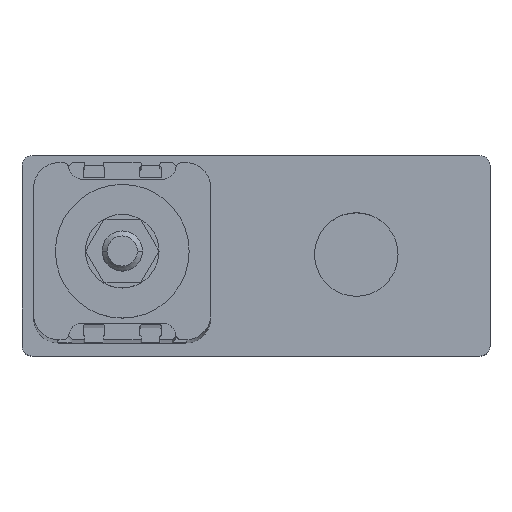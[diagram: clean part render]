
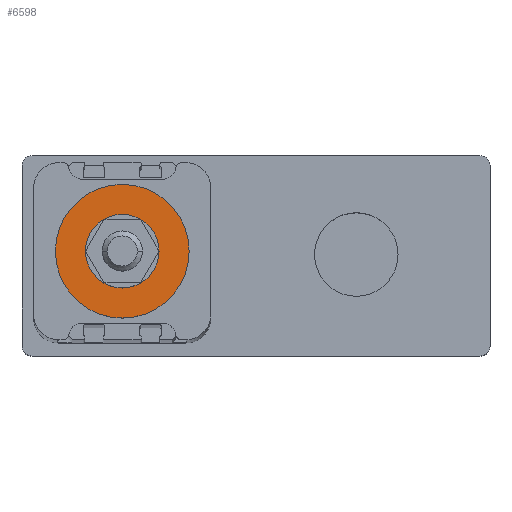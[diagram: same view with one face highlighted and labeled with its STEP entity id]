
A CAD part, top view. The second image highlights one B-rep face of the part: STEP entity #6598.
In plain terms, the highlighted planar face has unit normal (0, 0, 1).
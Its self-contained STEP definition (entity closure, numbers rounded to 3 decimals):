
#289 = VERTEX_POINT ( 'NONE', #1321 ) ;
#598 = DIRECTION ( 'NONE',  ( 1., 0., 0. ) ) ;
#647 = CIRCLE ( 'NONE', #2780, 20. ) ;
#730 = AXIS2_PLACEMENT_3D ( 'NONE', #3902, #769, #4418 ) ;
#769 = DIRECTION ( 'NONE',  ( 0., 0., 1. ) ) ;
#958 = CIRCLE ( 'NONE', #730, 11. ) ;
#1183 = FACE_OUTER_BOUND ( 'NONE', #5956, .T. ) ;
#1236 = EDGE_CURVE ( 'NONE', #1340, #289, #647, .T. ) ;
#1321 = CARTESIAN_POINT ( 'NONE',  ( -20., 0., 540. ) ) ;
#1330 = ORIENTED_EDGE ( 'NONE', *, *, #3207, .T. ) ;
#1340 = VERTEX_POINT ( 'NONE', #2427 ) ;
#1608 = ORIENTED_EDGE ( 'NONE', *, *, #6578, .F. ) ;
#1635 = AXIS2_PLACEMENT_3D ( 'NONE', #1797, #5418, #2320 ) ;
#1642 = DIRECTION ( 'NONE',  ( 0., 0., 1. ) ) ;
#1743 = ORIENTED_EDGE ( 'NONE', *, *, #1236, .T. ) ;
#1797 = CARTESIAN_POINT ( 'NONE',  ( 0., 0., 540. ) ) ;
#2320 = DIRECTION ( 'NONE',  ( 1., 0., 0. ) ) ;
#2346 = PLANE ( 'NONE',  #3715 ) ;
#2427 = CARTESIAN_POINT ( 'NONE',  ( 20., 0., 540. ) ) ;
#2429 = EDGE_CURVE ( 'NONE', #4114, #3229, #958, .T. ) ;
#2554 = CARTESIAN_POINT ( 'NONE',  ( 0., 0., 540. ) ) ;
#2675 = CIRCLE ( 'NONE', #3930, 20. ) ;
#2695 = CARTESIAN_POINT ( 'NONE',  ( 0., 0., 540. ) ) ;
#2749 = CIRCLE ( 'NONE', #1635, 11. ) ;
#2780 = AXIS2_PLACEMENT_3D ( 'NONE', #2695, #1642, #598 ) ;
#3062 = DIRECTION ( 'NONE',  ( 1., 0., 0. ) ) ;
#3207 = EDGE_CURVE ( 'NONE', #289, #1340, #2675, .T. ) ;
#3229 = VERTEX_POINT ( 'NONE', #3583 ) ;
#3473 = EDGE_LOOP ( 'NONE', ( #1608, #6370 ) ) ;
#3583 = CARTESIAN_POINT ( 'NONE',  ( -11., 0., 540. ) ) ;
#3715 = AXIS2_PLACEMENT_3D ( 'NONE', #4926, #5933, #5949 ) ;
#3794 = FACE_BOUND ( 'NONE', #3473, .T. ) ;
#3902 = CARTESIAN_POINT ( 'NONE',  ( 0., 0., 540. ) ) ;
#3930 = AXIS2_PLACEMENT_3D ( 'NONE', #2554, #6160, #3062 ) ;
#4114 = VERTEX_POINT ( 'NONE', #5788 ) ;
#4418 = DIRECTION ( 'NONE',  ( 1., 0., 0. ) ) ;
#4926 = CARTESIAN_POINT ( 'NONE',  ( 0., 0., 540. ) ) ;
#5418 = DIRECTION ( 'NONE',  ( 0., 0., 1. ) ) ;
#5788 = CARTESIAN_POINT ( 'NONE',  ( 11., 0., 540. ) ) ;
#5933 = DIRECTION ( 'NONE',  ( 0., 0., 1. ) ) ;
#5949 = DIRECTION ( 'NONE',  ( 1., 0., 0. ) ) ;
#5956 = EDGE_LOOP ( 'NONE', ( #1330, #1743 ) ) ;
#6160 = DIRECTION ( 'NONE',  ( 0., 0., 1. ) ) ;
#6370 = ORIENTED_EDGE ( 'NONE', *, *, #2429, .F. ) ;
#6578 = EDGE_CURVE ( 'NONE', #3229, #4114, #2749, .T. ) ;
#6598 = ADVANCED_FACE ( 'NONE', ( #3794, #1183 ), #2346, .T. ) ;
